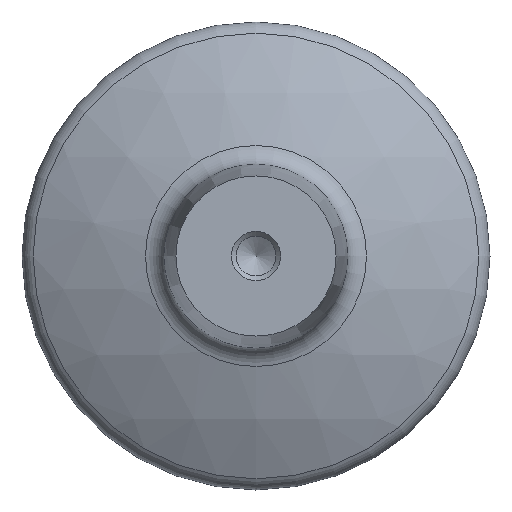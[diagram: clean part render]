
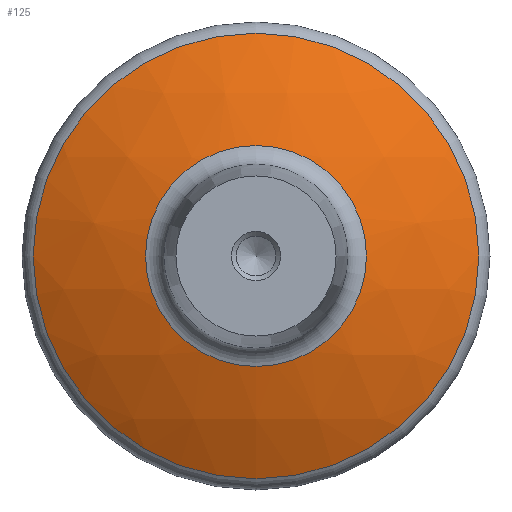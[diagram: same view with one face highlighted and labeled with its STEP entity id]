
A CAD part, front view. The second image highlights one B-rep face of the part: STEP entity #125.
In plain terms, the highlighted spherical face has radius 37.5 mm.
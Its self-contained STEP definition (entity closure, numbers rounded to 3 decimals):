
#16=FACE_BOUND('',#38,.T.);
#21=SPHERICAL_SURFACE('',#160,37.5);
#28=FACE_OUTER_BOUND('',#37,.T.);
#37=EDGE_LOOP('',(#103));
#38=EDGE_LOOP('',(#104));
#55=CIRCLE('',#158,18.094);
#57=CIRCLE('',#161,8.969);
#67=VERTEX_POINT('',#233);
#68=VERTEX_POINT('',#237);
#79=EDGE_CURVE('',#67,#67,#55,.T.);
#81=EDGE_CURVE('',#68,#68,#57,.T.);
#103=ORIENTED_EDGE('',*,*,#79,.T.);
#104=ORIENTED_EDGE('',*,*,#81,.F.);
#125=ADVANCED_FACE('',(#28,#16),#21,.T.);
#158=AXIS2_PLACEMENT_3D('',#234,#192,#193);
#160=AXIS2_PLACEMENT_3D('',#236,#196,#197);
#161=AXIS2_PLACEMENT_3D('',#238,#198,#199);
#192=DIRECTION('center_axis',(0.,-1.,0.));
#193=DIRECTION('ref_axis',(1.,0.,0.));
#196=DIRECTION('center_axis',(0.,0.,1.));
#197=DIRECTION('ref_axis',(1.,0.,0.));
#198=DIRECTION('center_axis',(0.,-1.,0.));
#199=DIRECTION('ref_axis',(1.,0.,0.));
#233=CARTESIAN_POINT('',(0.,17.154,18.094));
#234=CARTESIAN_POINT('Origin',(0.,17.154,0.));
#236=CARTESIAN_POINT('Origin',(0.,50.,0.));
#237=CARTESIAN_POINT('',(0.,13.588,8.969));
#238=CARTESIAN_POINT('Origin',(0.,13.588,0.));
